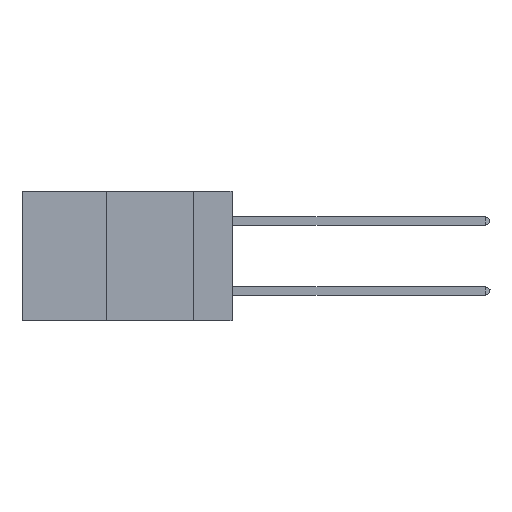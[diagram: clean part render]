
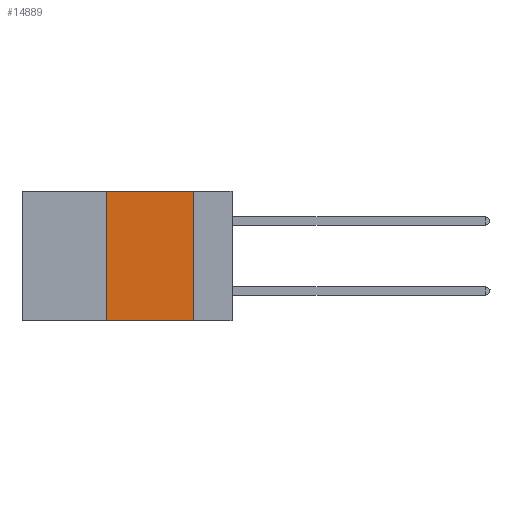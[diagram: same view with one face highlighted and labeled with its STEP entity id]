
A CAD part, left-side view. The second image highlights one B-rep face of the part: STEP entity #14889.
In plain terms, the highlighted planar face has unit normal (-1, 0, 0).
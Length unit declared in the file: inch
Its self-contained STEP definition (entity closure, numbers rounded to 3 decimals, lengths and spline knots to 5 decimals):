
#478 = VERTEX_POINT ( 'NONE', #22073 ) ;
#1449 = EDGE_CURVE ( 'NONE', #478, #6927, #17779, .T. ) ;
#3364 = DIRECTION ( 'NONE',  ( 0., 0., -1. ) ) ;
#3401 = CARTESIAN_POINT ( 'NONE',  ( 0., 0.6, 0. ) ) ;
#4829 = CARTESIAN_POINT ( 'NONE',  ( 0., 0.36, 0. ) ) ;
#5447 = PLANE ( 'NONE',  #12954 ) ;
#5714 = VECTOR ( 'NONE', #11440, 39.37008 ) ;
#5728 = CARTESIAN_POINT ( 'NONE',  ( 0., 0.6, 0. ) ) ;
#6407 = LINE ( 'NONE', #9123, #5714 ) ;
#6906 = CARTESIAN_POINT ( 'NONE',  ( 0., 0.11, -0.37 ) ) ;
#6927 = VERTEX_POINT ( 'NONE', #4829 ) ;
#7193 = EDGE_LOOP ( 'NONE', ( #23533, #11250, #13165, #25436 ) ) ;
#8799 = VECTOR ( 'NONE', #22514, 39.37008 ) ;
#8955 = CARTESIAN_POINT ( 'NONE',  ( 0., 0.36, 0. ) ) ;
#9123 = CARTESIAN_POINT ( 'NONE',  ( 0., 0.6, -0.37 ) ) ;
#9478 = VECTOR ( 'NONE', #28427, 39.37008 ) ;
#10619 = VERTEX_POINT ( 'NONE', #6906 ) ;
#11250 = ORIENTED_EDGE ( 'NONE', *, *, #28054, .F. ) ;
#11440 = DIRECTION ( 'NONE',  ( 0., -1., 0. ) ) ;
#12747 = FACE_OUTER_BOUND ( 'NONE', #7193, .T. ) ;
#12954 = AXIS2_PLACEMENT_3D ( 'NONE', #5728, #14664, #3364 ) ;
#13165 = ORIENTED_EDGE ( 'NONE', *, *, #1449, .F. ) ;
#13631 = LINE ( 'NONE', #3401, #15030 ) ;
#13800 = CARTESIAN_POINT ( 'NONE',  ( 0., 0.11, 0. ) ) ;
#14503 = DIRECTION ( 'NONE',  ( 0., -1., 0. ) ) ;
#14664 = DIRECTION ( 'NONE',  ( 1., 0., 0. ) ) ;
#14889 = ADVANCED_FACE ( 'NONE', ( #12747 ), #5447, .F. ) ;
#15030 = VECTOR ( 'NONE', #14503, 39.37008 ) ;
#17157 = CARTESIAN_POINT ( 'NONE',  ( 0., 0.11, 0. ) ) ;
#17779 = LINE ( 'NONE', #8955, #8799 ) ;
#18155 = EDGE_CURVE ( 'NONE', #25940, #10619, #21867, .T. ) ;
#18230 = EDGE_CURVE ( 'NONE', #478, #10619, #6407, .T. ) ;
#21867 = LINE ( 'NONE', #17157, #9478 ) ;
#22073 = CARTESIAN_POINT ( 'NONE',  ( 0., 0.36, -0.37 ) ) ;
#22514 = DIRECTION ( 'NONE',  ( 0., 0., 1. ) ) ;
#23533 = ORIENTED_EDGE ( 'NONE', *, *, #18155, .F. ) ;
#25436 = ORIENTED_EDGE ( 'NONE', *, *, #18230, .T. ) ;
#25940 = VERTEX_POINT ( 'NONE', #13800 ) ;
#28054 = EDGE_CURVE ( 'NONE', #6927, #25940, #13631, .T. ) ;
#28427 = DIRECTION ( 'NONE',  ( 0., 0., -1. ) ) ;
